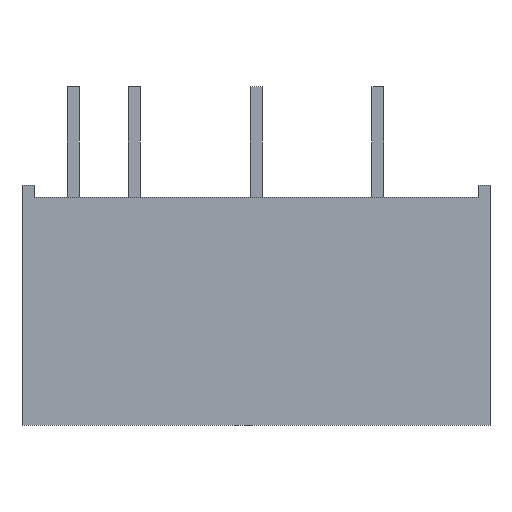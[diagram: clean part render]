
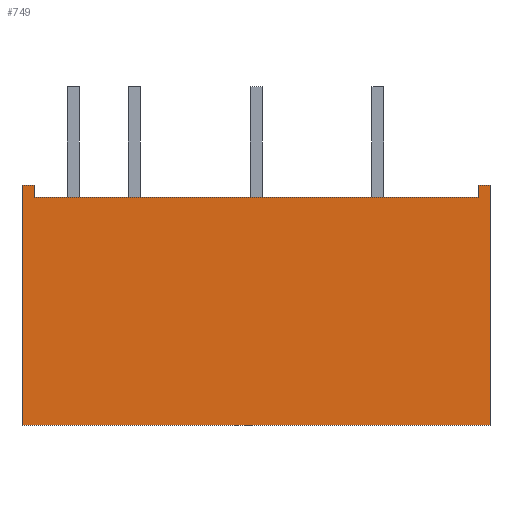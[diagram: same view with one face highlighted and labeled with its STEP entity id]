
A CAD part, front view. The second image highlights one B-rep face of the part: STEP entity #749.
In plain terms, the highlighted planar face has unit normal (0, -1, 0).
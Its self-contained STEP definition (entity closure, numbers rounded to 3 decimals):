
#267 = CARTESIAN_POINT ( 'NONE',  ( 0., -7., 9.5 ) ) ;
#284 = VECTOR ( 'NONE', #444, 1000. ) ;
#351 = CARTESIAN_POINT ( 'NONE',  ( 0., -7., 9.5 ) ) ;
#388 = CARTESIAN_POINT ( 'NONE',  ( 19., -7., 10. ) ) ;
#444 = DIRECTION ( 'NONE',  ( 1., 0., 0. ) ) ;
#448 = LINE ( 'NONE', #2021, #6546 ) ;
#497 = ORIENTED_EDGE ( 'NONE', *, *, #5641, .T. ) ;
#532 = DIRECTION ( 'NONE',  ( 1., 0., 0. ) ) ;
#556 = EDGE_CURVE ( 'NONE', #3104, #5126, #1556, .T. ) ;
#625 = DIRECTION ( 'NONE',  ( 0., 0., -1. ) ) ;
#640 = ORIENTED_EDGE ( 'NONE', *, *, #1236, .F. ) ;
#671 = FACE_OUTER_BOUND ( 'NONE', #4984, .T. ) ;
#723 = VECTOR ( 'NONE', #532, 1000. ) ;
#749 = ADVANCED_FACE ( 'NONE', ( #671 ), #2751, .F. ) ;
#778 = VERTEX_POINT ( 'NONE', #3327 ) ;
#1062 = VERTEX_POINT ( 'NONE', #388 ) ;
#1203 = CARTESIAN_POINT ( 'NONE',  ( 0., -7., 9.5 ) ) ;
#1236 = EDGE_CURVE ( 'NONE', #1062, #3195, #448, .T. ) ;
#1373 = CARTESIAN_POINT ( 'NONE',  ( 0.5, -7., 10. ) ) ;
#1432 = DIRECTION ( 'NONE',  ( 1., 0., 0. ) ) ;
#1462 = EDGE_CURVE ( 'NONE', #5720, #1706, #3196, .T. ) ;
#1504 = DIRECTION ( 'NONE',  ( 1., 0., 0. ) ) ;
#1535 = LINE ( 'NONE', #5095, #284 ) ;
#1542 = EDGE_CURVE ( 'NONE', #1706, #778, #5479, .T. ) ;
#1556 = LINE ( 'NONE', #5187, #723 ) ;
#1596 = EDGE_CURVE ( 'NONE', #3195, #5126, #2462, .T. ) ;
#1706 = VERTEX_POINT ( 'NONE', #4148 ) ;
#1756 = ORIENTED_EDGE ( 'NONE', *, *, #1596, .F. ) ;
#1772 = ORIENTED_EDGE ( 'NONE', *, *, #1462, .F. ) ;
#1820 = DIRECTION ( 'NONE',  ( 0., 0., -1. ) ) ;
#1957 = CARTESIAN_POINT ( 'NONE',  ( 19., -7., 10. ) ) ;
#1993 = AXIS2_PLACEMENT_3D ( 'NONE', #267, #2280, #4826 ) ;
#2021 = CARTESIAN_POINT ( 'NONE',  ( 19.5, -7., 10. ) ) ;
#2280 = DIRECTION ( 'NONE',  ( 0., 1., 0. ) ) ;
#2369 = VECTOR ( 'NONE', #6504, 1000. ) ;
#2382 = EDGE_CURVE ( 'NONE', #5659, #5720, #1535, .T. ) ;
#2462 = LINE ( 'NONE', #2862, #2369 ) ;
#2751 = PLANE ( 'NONE',  #1993 ) ;
#2862 = CARTESIAN_POINT ( 'NONE',  ( 19.5, -7., 9.5 ) ) ;
#2935 = CARTESIAN_POINT ( 'NONE',  ( 19.5, -7., 10. ) ) ;
#3104 = VERTEX_POINT ( 'NONE', #3305 ) ;
#3195 = VERTEX_POINT ( 'NONE', #2935 ) ;
#3196 = LINE ( 'NONE', #4211, #6604 ) ;
#3305 = CARTESIAN_POINT ( 'NONE',  ( 0., -7., 0. ) ) ;
#3327 = CARTESIAN_POINT ( 'NONE',  ( 19., -7., 9.5 ) ) ;
#3771 = ORIENTED_EDGE ( 'NONE', *, *, #1542, .F. ) ;
#3852 = ORIENTED_EDGE ( 'NONE', *, *, #556, .T. ) ;
#3874 = ORIENTED_EDGE ( 'NONE', *, *, #5686, .T. ) ;
#3916 = CARTESIAN_POINT ( 'NONE',  ( 0., -7., 10. ) ) ;
#4148 = CARTESIAN_POINT ( 'NONE',  ( 0.5, -7., 9.5 ) ) ;
#4211 = CARTESIAN_POINT ( 'NONE',  ( 0.5, -7., 10. ) ) ;
#4213 = VECTOR ( 'NONE', #1432, 1000. ) ;
#4530 = LINE ( 'NONE', #1957, #6133 ) ;
#4826 = DIRECTION ( 'NONE',  ( 0., 0., 1. ) ) ;
#4984 = EDGE_LOOP ( 'NONE', ( #3852, #1756, #640, #3874, #3771, #1772, #5386, #497 ) ) ;
#5095 = CARTESIAN_POINT ( 'NONE',  ( 0., -7., 10. ) ) ;
#5126 = VERTEX_POINT ( 'NONE', #5263 ) ;
#5187 = CARTESIAN_POINT ( 'NONE',  ( 0., -7., 0. ) ) ;
#5263 = CARTESIAN_POINT ( 'NONE',  ( 19.5, -7., 0. ) ) ;
#5269 = DIRECTION ( 'NONE',  ( 0., 0., -1. ) ) ;
#5386 = ORIENTED_EDGE ( 'NONE', *, *, #2382, .F. ) ;
#5479 = LINE ( 'NONE', #351, #4213 ) ;
#5641 = EDGE_CURVE ( 'NONE', #5659, #3104, #5861, .T. ) ;
#5659 = VERTEX_POINT ( 'NONE', #3916 ) ;
#5686 = EDGE_CURVE ( 'NONE', #1062, #778, #4530, .T. ) ;
#5698 = VECTOR ( 'NONE', #625, 1000. ) ;
#5720 = VERTEX_POINT ( 'NONE', #1373 ) ;
#5861 = LINE ( 'NONE', #1203, #5698 ) ;
#6133 = VECTOR ( 'NONE', #1820, 1000. ) ;
#6504 = DIRECTION ( 'NONE',  ( 0., 0., -1. ) ) ;
#6546 = VECTOR ( 'NONE', #1504, 1000. ) ;
#6604 = VECTOR ( 'NONE', #5269, 1000. ) ;
